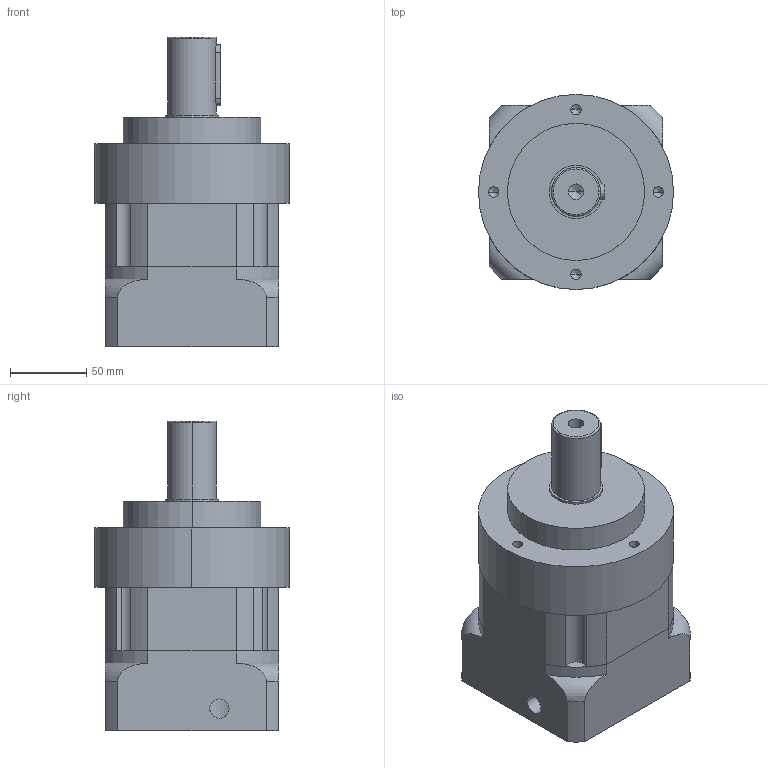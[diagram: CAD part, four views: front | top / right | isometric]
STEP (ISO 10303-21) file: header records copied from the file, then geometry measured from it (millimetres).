
FILE_DESCRIPTION (( 'STEP AP214' ), '1' );
FILE_NAME ('DML120-L1-XX-19-70-90-M6_2019.STEP', '2019-09-24T09:21:11', ( 'Y' ), ( 'NCU' ), 'SwSTEP 2.0', 'SolidWorks 2016', '' );
FILE_SCHEMA (( 'AUTOMOTIVE_DESIGN' ));
Length unit declared in the file: millimetre
Products named in the file (1): DML120-L1-XX-19-70-90-M6_2019
Bounding box: 128 x 128 x 203 mm (x, y, z)
Volume: 1688465.9 mm3; surface area: 178188.1 mm2
Topology: 3 solids, 3 shells, 261 faces, 611 edges, 386 vertices
Faces by surface type: cylinder 113, plane 108, cone 34, torus 6
Entity records: 8796 total; most frequent: CARTESIAN_POINT 1701, DIRECTION 1340, ORIENTED_EDGE 1186, EDGE_CURVE 593, AXIS2_PLACEMENT_3D 501, VERTEX_POINT 386, VECTOR 338, LINE 338
